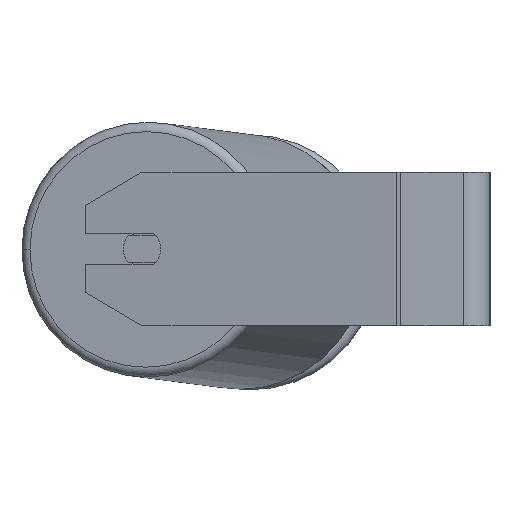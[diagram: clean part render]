
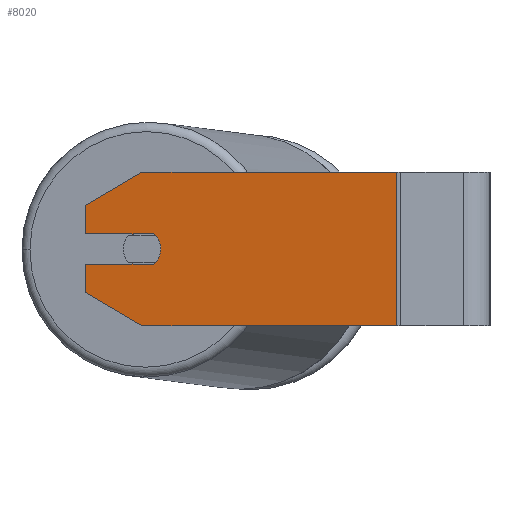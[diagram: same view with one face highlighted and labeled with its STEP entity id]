
A CAD part, left-side view. The second image highlights one B-rep face of the part: STEP entity #8020.
In plain terms, the highlighted planar face has unit normal (-0.985, 0.174, 0).
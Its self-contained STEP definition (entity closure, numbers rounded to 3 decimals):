
#321 = VERTEX_POINT ( 'NONE', #7859 ) ;
#353 = LINE ( 'NONE', #3037, #5715 ) ;
#416 = LINE ( 'NONE', #4288, #5074 ) ;
#563 = EDGE_CURVE ( 'NONE', #7024, #762, #6177, .T. ) ;
#743 = CARTESIAN_POINT ( 'NONE',  ( -471.184, 211.146, -40. ) ) ;
#762 = VERTEX_POINT ( 'NONE', #3683 ) ;
#876 = VERTEX_POINT ( 'NONE', #3934 ) ;
#885 = VERTEX_POINT ( 'NONE', #1906 ) ;
#1152 = LINE ( 'NONE', #8350, #6469 ) ;
#1188 = VERTEX_POINT ( 'NONE', #3004 ) ;
#1404 = VECTOR ( 'NONE', #2273, 1000. ) ;
#1583 = DIRECTION ( 'NONE',  ( -0.174, -0.985, 0. ) ) ;
#1586 = EDGE_CURVE ( 'NONE', #1678, #885, #353, .T. ) ;
#1648 = ORIENTED_EDGE ( 'NONE', *, *, #6993, .F. ) ;
#1678 = VERTEX_POINT ( 'NONE', #6179 ) ;
#1709 = ORIENTED_EDGE ( 'NONE', *, *, #5899, .T. ) ;
#1795 = FACE_OUTER_BOUND ( 'NONE', #4950, .T. ) ;
#1858 = CARTESIAN_POINT ( 'NONE',  ( -471.184, 211.146, -22.679 ) ) ;
#1906 = CARTESIAN_POINT ( 'NONE',  ( -471.184, 211.146, 22.679 ) ) ;
#2273 = DIRECTION ( 'NONE',  ( -0.174, -0.985, 0. ) ) ;
#2284 = LINE ( 'NONE', #2325, #3764 ) ;
#2322 = CARTESIAN_POINT ( 'NONE',  ( -476.394, 181.602, 0. ) ) ;
#2325 = CARTESIAN_POINT ( 'NONE',  ( -499.787, 48.931, 40. ) ) ;
#2358 = VECTOR ( 'NONE', #8497, 1000. ) ;
#2476 = ORIENTED_EDGE ( 'NONE', *, *, #3853, .T. ) ;
#2572 = ORIENTED_EDGE ( 'NONE', *, *, #3474, .T. ) ;
#2605 = VERTEX_POINT ( 'NONE', #3567 ) ;
#2774 = EDGE_CURVE ( 'NONE', #5493, #321, #6361, .T. ) ;
#2829 = EDGE_CURVE ( 'NONE', #876, #6269, #2284, .T. ) ;
#2907 = CARTESIAN_POINT ( 'NONE',  ( -471.184, 211.146, 40. ) ) ;
#2935 = AXIS2_PLACEMENT_3D ( 'NONE', #7649, #6493, #1583 ) ;
#3004 = CARTESIAN_POINT ( 'NONE',  ( -476.394, 181.602, -40. ) ) ;
#3037 = CARTESIAN_POINT ( 'NONE',  ( -471.184, 211.146, 22.679 ) ) ;
#3381 = CARTESIAN_POINT ( 'NONE',  ( -471.184, 211.146, 40. ) ) ;
#3447 = DIRECTION ( 'NONE',  ( 0., 0., -1. ) ) ;
#3474 = EDGE_CURVE ( 'NONE', #1188, #6269, #3992, .T. ) ;
#3519 = ORIENTED_EDGE ( 'NONE', *, *, #563, .F. ) ;
#3567 = CARTESIAN_POINT ( 'NONE',  ( -478.13, 171.754, 0. ) ) ;
#3680 = DIRECTION ( 'NONE',  ( -0.15, -0.853, -0.5 ) ) ;
#3683 = CARTESIAN_POINT ( 'NONE',  ( -477.436, 175.693, -8. ) ) ;
#3764 = VECTOR ( 'NONE', #7730, 1000. ) ;
#3780 = CARTESIAN_POINT ( 'NONE',  ( -477.436, 175.693, 8. ) ) ;
#3853 = EDGE_CURVE ( 'NONE', #4868, #1188, #5550, .T. ) ;
#3892 = EDGE_CURVE ( 'NONE', #1678, #876, #1152, .T. ) ;
#3934 = CARTESIAN_POINT ( 'NONE',  ( -499.787, 48.931, 40. ) ) ;
#3992 = LINE ( 'NONE', #743, #7171 ) ;
#4263 = EDGE_CURVE ( 'NONE', #762, #2605, #4355, .T. ) ;
#4288 = CARTESIAN_POINT ( 'NONE',  ( -471.184, 211.146, 40. ) ) ;
#4355 = CIRCLE ( 'NONE', #2935, 10. ) ;
#4358 = CARTESIAN_POINT ( 'NONE',  ( -477.436, 175.693, 8. ) ) ;
#4468 = ORIENTED_EDGE ( 'NONE', *, *, #4263, .F. ) ;
#4499 = PLANE ( 'NONE',  #6861 ) ;
#4514 = AXIS2_PLACEMENT_3D ( 'NONE', #2322, #6572, #7729 ) ;
#4729 = EDGE_CURVE ( 'NONE', #885, #321, #416, .T. ) ;
#4866 = LINE ( 'NONE', #2907, #5494 ) ;
#4868 = VERTEX_POINT ( 'NONE', #1858 ) ;
#4881 = DIRECTION ( 'NONE',  ( -0.174, -0.985, 0. ) ) ;
#4950 = EDGE_LOOP ( 'NONE', ( #4468, #3519, #1709, #2476, #2572, #6446, #8333, #7766, #8413, #7629, #1648 ) ) ;
#5074 = VECTOR ( 'NONE', #6510, 1000. ) ;
#5493 = VERTEX_POINT ( 'NONE', #3780 ) ;
#5494 = VECTOR ( 'NONE', #3447, 1000. ) ;
#5550 = LINE ( 'NONE', #6921, #8034 ) ;
#5715 = VECTOR ( 'NONE', #8460, 1000. ) ;
#5899 = EDGE_CURVE ( 'NONE', #7024, #4868, #4866, .T. ) ;
#6101 = DIRECTION ( 'NONE',  ( -0.174, -0.985, 0. ) ) ;
#6177 = LINE ( 'NONE', #8171, #1404 ) ;
#6179 = CARTESIAN_POINT ( 'NONE',  ( -476.394, 181.602, 40. ) ) ;
#6269 = VERTEX_POINT ( 'NONE', #8567 ) ;
#6361 = LINE ( 'NONE', #4358, #2358 ) ;
#6446 = ORIENTED_EDGE ( 'NONE', *, *, #2829, .F. ) ;
#6469 = VECTOR ( 'NONE', #4881, 1000. ) ;
#6493 = DIRECTION ( 'NONE',  ( -0.985, 0.174, 0. ) ) ;
#6510 = DIRECTION ( 'NONE',  ( 0., 0., -1. ) ) ;
#6572 = DIRECTION ( 'NONE',  ( -0.985, 0.174, 0. ) ) ;
#6791 = DIRECTION ( 'NONE',  ( 0.174, 0.985, 0. ) ) ;
#6861 = AXIS2_PLACEMENT_3D ( 'NONE', #3381, #8085, #6791 ) ;
#6921 = CARTESIAN_POINT ( 'NONE',  ( -476.394, 181.602, -40. ) ) ;
#6993 = EDGE_CURVE ( 'NONE', #2605, #5493, #8355, .T. ) ;
#7024 = VERTEX_POINT ( 'NONE', #8624 ) ;
#7171 = VECTOR ( 'NONE', #6101, 1000. ) ;
#7629 = ORIENTED_EDGE ( 'NONE', *, *, #2774, .F. ) ;
#7649 = CARTESIAN_POINT ( 'NONE',  ( -476.394, 181.602, 0. ) ) ;
#7729 = DIRECTION ( 'NONE',  ( -0.174, -0.985, 0. ) ) ;
#7730 = DIRECTION ( 'NONE',  ( 0., 0., -1. ) ) ;
#7766 = ORIENTED_EDGE ( 'NONE', *, *, #1586, .T. ) ;
#7859 = CARTESIAN_POINT ( 'NONE',  ( -471.184, 211.146, 8. ) ) ;
#8020 = ADVANCED_FACE ( 'NONE', ( #1795 ), #4499, .F. ) ;
#8034 = VECTOR ( 'NONE', #3680, 1000. ) ;
#8085 = DIRECTION ( 'NONE',  ( 0.985, -0.174, 0. ) ) ;
#8171 = CARTESIAN_POINT ( 'NONE',  ( -477.436, 175.693, -8. ) ) ;
#8333 = ORIENTED_EDGE ( 'NONE', *, *, #3892, .F. ) ;
#8350 = CARTESIAN_POINT ( 'NONE',  ( -471.184, 211.146, 40. ) ) ;
#8355 = CIRCLE ( 'NONE', #4514, 10. ) ;
#8413 = ORIENTED_EDGE ( 'NONE', *, *, #4729, .T. ) ;
#8460 = DIRECTION ( 'NONE',  ( 0.15, 0.853, -0.5 ) ) ;
#8497 = DIRECTION ( 'NONE',  ( 0.174, 0.985, 0. ) ) ;
#8567 = CARTESIAN_POINT ( 'NONE',  ( -499.787, 48.931, -40. ) ) ;
#8624 = CARTESIAN_POINT ( 'NONE',  ( -471.184, 211.146, -8. ) ) ;
